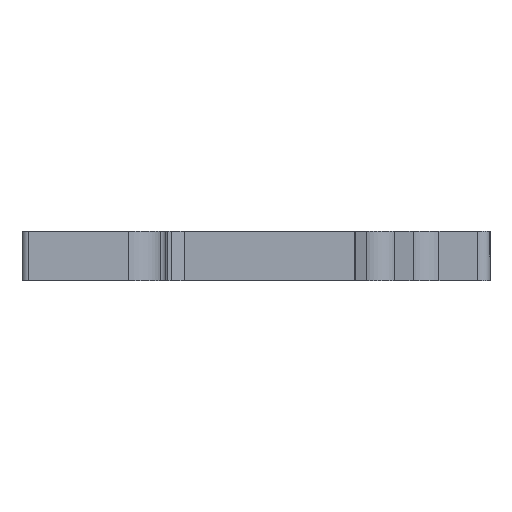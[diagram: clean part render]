
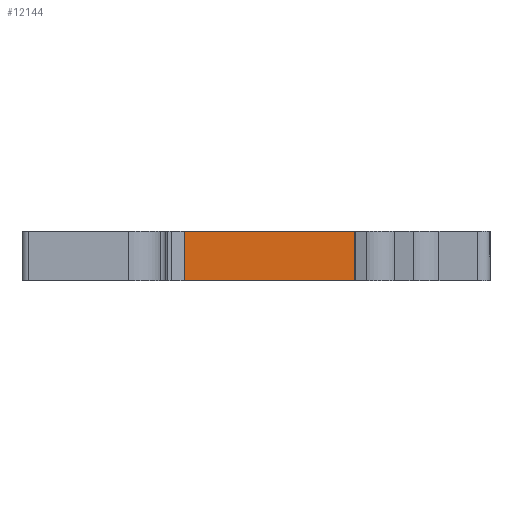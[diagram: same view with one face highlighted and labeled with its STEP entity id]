
A CAD part, front view. The second image highlights one B-rep face of the part: STEP entity #12144.
In plain terms, the highlighted planar face has unit normal (0, -1, 0).
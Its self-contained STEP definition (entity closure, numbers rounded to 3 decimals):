
#1216 = AXIS2_PLACEMENT_3D ( 'NONE', #7709, #7738, #7743 ) ;
#6113 = CARTESIAN_POINT ( 'NONE',  ( 1537.601, 993.624, 0. ) ) ;
#6130 = DIRECTION ( 'NONE',  ( -1., 0., 0. ) ) ;
#7046 = DIRECTION ( 'NONE',  ( 0., 0., 1. ) ) ;
#7070 = CARTESIAN_POINT ( 'NONE',  ( 1524.54, 993.624, -77.368 ) ) ;
#7078 = LINE ( 'NONE', #7070, #13866 ) ;
#7094 = LINE ( 'NONE', #6113, #13888 ) ;
#7709 = CARTESIAN_POINT ( 'NONE',  ( 0., 993.624, -77.368 ) ) ;
#7729 = FACE_OUTER_BOUND ( 'NONE', #8057, .T. ) ;
#7738 = DIRECTION ( 'NONE',  ( 0., -1., 0. ) ) ;
#7743 = DIRECTION ( 'NONE',  ( 1., 0., 0. ) ) ;
#7756 = PLANE ( 'NONE',  #1216 ) ;
#8057 = EDGE_LOOP ( 'NONE', ( #8449, #8455, #8347, #8356 ) ) ;
#8347 = ORIENTED_EDGE ( 'NONE', *, *, #12749, .T. ) ;
#8356 = ORIENTED_EDGE ( 'NONE', *, *, #12669, .F. ) ;
#8449 = ORIENTED_EDGE ( 'NONE', *, *, #12659, .F. ) ;
#8455 = ORIENTED_EDGE ( 'NONE', *, *, #12764, .F. ) ;
#9404 = LINE ( 'NONE', #9405, #13725 ) ;
#9405 = CARTESIAN_POINT ( 'NONE',  ( 1496.215, 993.624, -77.368 ) ) ;
#9424 = DIRECTION ( 'NONE',  ( 0., 0., 1. ) ) ;
#9437 = CARTESIAN_POINT ( 'NONE',  ( 0., 993.624, 8.05 ) ) ;
#9440 = DIRECTION ( 'NONE',  ( 1., 0., 0. ) ) ;
#9471 = LINE ( 'NONE', #9437, #13723 ) ;
#12144 = ADVANCED_FACE ( 'NONE', ( #7729 ), #7756, .T. ) ;
#12659 = EDGE_CURVE ( 'NONE', #15698, #15702, #9404, .T. ) ;
#12669 = EDGE_CURVE ( 'NONE', #15702, #15713, #9471, .T. ) ;
#12749 = EDGE_CURVE ( 'NONE', #15760, #15713, #7078, .T. ) ;
#12764 = EDGE_CURVE ( 'NONE', #15760, #15698, #7094, .T. ) ;
#13723 = VECTOR ( 'NONE', #9440, 1000. ) ;
#13725 = VECTOR ( 'NONE', #9424, 1000. ) ;
#13866 = VECTOR ( 'NONE', #7046, 1000. ) ;
#13888 = VECTOR ( 'NONE', #6130, 1000. ) ;
#13997 = CARTESIAN_POINT ( 'NONE',  ( 1524.54, 993.624, 8.05 ) ) ;
#14005 = CARTESIAN_POINT ( 'NONE',  ( 1496.215, 993.624, 8.05 ) ) ;
#14008 = CARTESIAN_POINT ( 'NONE',  ( 1496.215, 993.624, 0. ) ) ;
#14060 = CARTESIAN_POINT ( 'NONE',  ( 1524.54, 993.624, 0. ) ) ;
#15698 = VERTEX_POINT ( 'NONE', #14008 ) ;
#15702 = VERTEX_POINT ( 'NONE', #14005 ) ;
#15713 = VERTEX_POINT ( 'NONE', #13997 ) ;
#15760 = VERTEX_POINT ( 'NONE', #14060 ) ;
